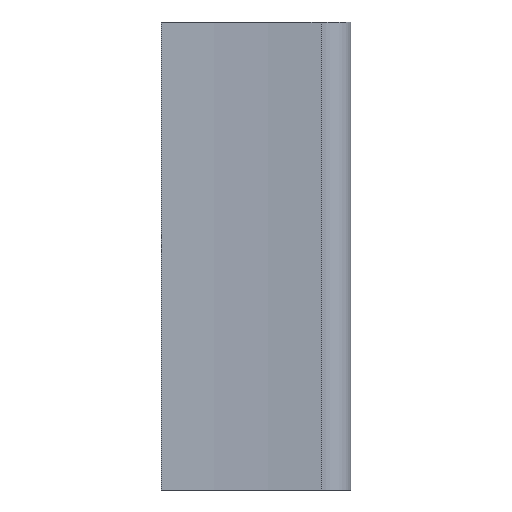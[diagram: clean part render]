
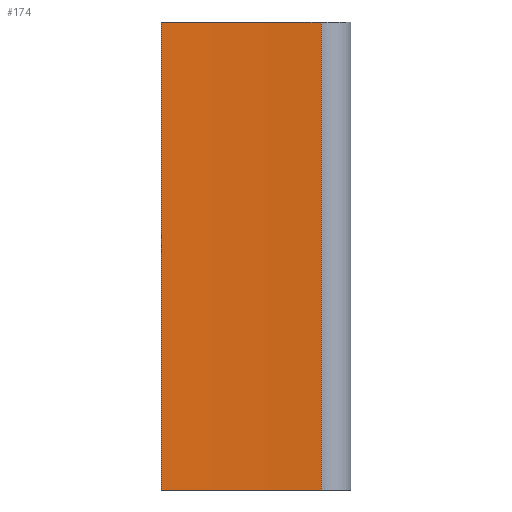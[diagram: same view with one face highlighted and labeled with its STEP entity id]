
A CAD part, front view. The second image highlights one B-rep face of the part: STEP entity #174.
In plain terms, the highlighted cylindrical face has radius 120.677 mm (diameter 241.354 mm), a partial arc.
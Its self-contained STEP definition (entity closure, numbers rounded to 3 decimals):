
#24=FACE_OUTER_BOUND('',#34,.T.);
#34=EDGE_LOOP('',(#135,#136,#137,#138));
#46=LINE('',#306,#58);
#47=LINE('',#312,#59);
#58=VECTOR('',#250,10.);
#59=VECTOR('',#257,10.);
#71=CIRCLE('',#207,120.677);
#72=CIRCLE('',#208,120.677);
#85=VERTEX_POINT('',#302);
#86=VERTEX_POINT('',#304);
#87=VERTEX_POINT('',#308);
#88=VERTEX_POINT('',#310);
#106=EDGE_CURVE('',#85,#86,#46,.T.);
#107=EDGE_CURVE('',#85,#87,#71,.T.);
#108=EDGE_CURVE('',#88,#86,#72,.T.);
#109=EDGE_CURVE('',#87,#88,#47,.T.);
#135=ORIENTED_EDGE('',*,*,#107,.F.);
#136=ORIENTED_EDGE('',*,*,#106,.T.);
#137=ORIENTED_EDGE('',*,*,#108,.F.);
#138=ORIENTED_EDGE('',*,*,#109,.F.);
#167=CYLINDRICAL_SURFACE('',#206,120.677);
#174=ADVANCED_FACE('',(#24),#167,.F.);
#206=AXIS2_PLACEMENT_3D('',#307,#251,#252);
#207=AXIS2_PLACEMENT_3D('',#309,#253,#254);
#208=AXIS2_PLACEMENT_3D('',#311,#255,#256);
#250=DIRECTION('',(0.,0.,1.));
#251=DIRECTION('center_axis',(0.,0.,1.));
#252=DIRECTION('ref_axis',(0.077,0.997,0.));
#253=DIRECTION('center_axis',(0.,0.,1.));
#254=DIRECTION('ref_axis',(0.077,0.997,0.));
#255=DIRECTION('center_axis',(0.,0.,-1.));
#256=DIRECTION('ref_axis',(0.077,0.997,0.));
#257=DIRECTION('',(0.,0.,1.));
#302=CARTESIAN_POINT('',(20.491,-1.847,0.));
#304=CARTESIAN_POINT('',(20.491,-1.847,60.));
#306=CARTESIAN_POINT('',(20.491,-1.847,0.));
#307=CARTESIAN_POINT('Origin',(11.141,-122.162,0.));
#308=CARTESIAN_POINT('',(0.,-2.,0.));
#309=CARTESIAN_POINT('Origin',(11.141,-122.162,0.));
#310=CARTESIAN_POINT('',(0.,-2.,60.));
#311=CARTESIAN_POINT('Origin',(11.141,-122.162,60.));
#312=CARTESIAN_POINT('',(0.,-2.,0.));
